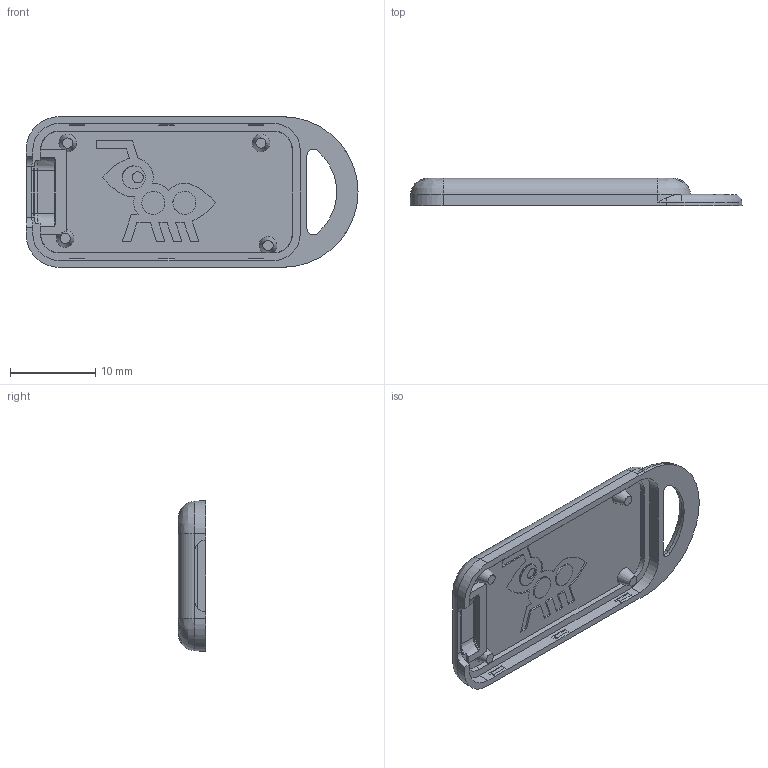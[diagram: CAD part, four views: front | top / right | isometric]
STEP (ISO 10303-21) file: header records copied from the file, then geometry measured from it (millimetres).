
FILE_DESCRIPTION(/* description */ (''),/* implementation_level */ '2;1');
FILE_NAME(/* name */ 'case_top_revc.step',/* time_stamp */ '2022-12-19T22:41:02+01:00',/* author */ (''),/* organization */ (''),/* preprocessor_version */ 'ST-DEVELOPER v19.2',/* originating_system */ 'Autodesk Translation Framework v11.17.0.187',/* authorisation */ '');
FILE_SCHEMA (('AUTOMOTIVE_DESIGN { 1 0 10303 214 3 1 1 }'));
Length unit declared in the file: millimetre
Products named in the file (1): case_top
Bounding box: 39 x 3.2 x 17.7 mm (x, y, z)
Volume: 813.8 mm3; surface area: 1709 mm2
Topology: 1 solids, 1 shells, 319 faces, 877 edges, 568 vertices
Faces by surface type: bspline 139, plane 124, cylinder 30, cone 16, torus 10
Entity records: 11469 total; most frequent: CARTESIAN_POINT 4439, ORIENTED_EDGE 1754, DIRECTION 1144, EDGE_CURVE 877, VERTEX_POINT 568, LINE 474, VECTOR 474, AXIS2_PLACEMENT_3D 335
